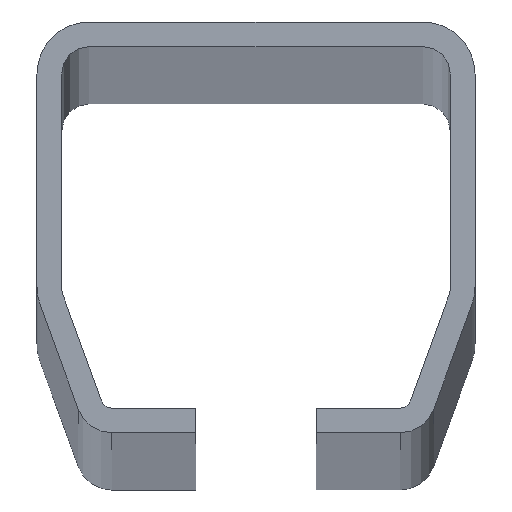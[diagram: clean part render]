
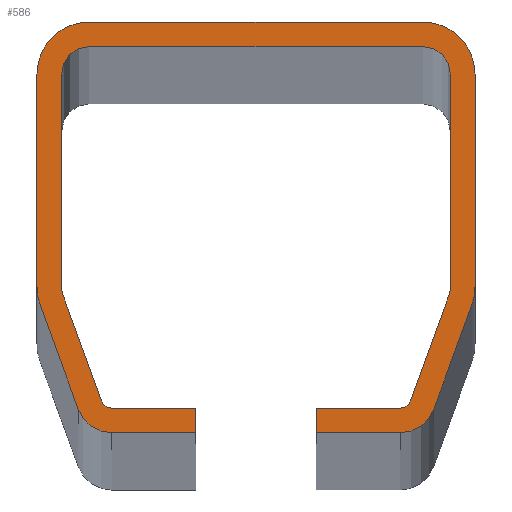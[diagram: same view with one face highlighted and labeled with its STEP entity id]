
A CAD part, top view. The second image highlights one B-rep face of the part: STEP entity #586.
In plain terms, the highlighted planar face has unit normal (0, 0, 1).
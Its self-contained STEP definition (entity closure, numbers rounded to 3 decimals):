
#56=FACE_OUTER_BOUND('',#86,.T.);
#86=EDGE_LOOP('',(#400,#401,#402,#403,#404,#405,#406,#407,#408,#409,#410,
#411,#412,#413,#414,#415,#416,#417,#418,#419,#420,#421,#422,#423,#424,#425,
#426,#427));
#116=LINE('',#866,#176);
#117=LINE('',#870,#177);
#118=LINE('',#874,#178);
#119=LINE('',#878,#179);
#120=LINE('',#880,#180);
#121=LINE('',#882,#181);
#122=LINE('',#886,#182);
#123=LINE('',#890,#183);
#124=LINE('',#894,#184);
#125=LINE('',#898,#185);
#126=LINE('',#902,#186);
#127=LINE('',#906,#187);
#128=LINE('',#908,#188);
#129=LINE('',#910,#189);
#130=LINE('',#914,#190);
#131=LINE('',#917,#191);
#176=VECTOR('',#696,10.);
#177=VECTOR('',#699,10.);
#178=VECTOR('',#702,10.);
#179=VECTOR('',#705,10.);
#180=VECTOR('',#706,10.);
#181=VECTOR('',#707,10.);
#182=VECTOR('',#710,10.);
#183=VECTOR('',#713,10.);
#184=VECTOR('',#716,10.);
#185=VECTOR('',#719,10.);
#186=VECTOR('',#722,10.);
#187=VECTOR('',#725,10.);
#188=VECTOR('',#726,10.);
#189=VECTOR('',#727,10.);
#190=VECTOR('',#730,10.);
#191=VECTOR('',#733,10.);
#236=CIRCLE('',#637,9.5);
#237=CIRCLE('',#638,9.5);
#238=CIRCLE('',#639,9.5);
#239=CIRCLE('',#640,6.5);
#240=CIRCLE('',#641,2.);
#241=CIRCLE('',#642,5.);
#242=CIRCLE('',#643,5.);
#243=CIRCLE('',#644,5.);
#244=CIRCLE('',#645,5.);
#245=CIRCLE('',#646,2.);
#246=CIRCLE('',#647,6.5);
#247=CIRCLE('',#648,9.5);
#260=VERTEX_POINT('',#862);
#261=VERTEX_POINT('',#863);
#262=VERTEX_POINT('',#865);
#263=VERTEX_POINT('',#867);
#264=VERTEX_POINT('',#869);
#265=VERTEX_POINT('',#871);
#266=VERTEX_POINT('',#873);
#267=VERTEX_POINT('',#875);
#268=VERTEX_POINT('',#877);
#269=VERTEX_POINT('',#879);
#270=VERTEX_POINT('',#881);
#271=VERTEX_POINT('',#883);
#272=VERTEX_POINT('',#885);
#273=VERTEX_POINT('',#887);
#274=VERTEX_POINT('',#889);
#275=VERTEX_POINT('',#891);
#276=VERTEX_POINT('',#893);
#277=VERTEX_POINT('',#895);
#278=VERTEX_POINT('',#897);
#279=VERTEX_POINT('',#899);
#280=VERTEX_POINT('',#901);
#281=VERTEX_POINT('',#903);
#282=VERTEX_POINT('',#905);
#283=VERTEX_POINT('',#907);
#284=VERTEX_POINT('',#909);
#285=VERTEX_POINT('',#911);
#286=VERTEX_POINT('',#913);
#287=VERTEX_POINT('',#915);
#316=EDGE_CURVE('',#260,#261,#236,.T.);
#317=EDGE_CURVE('',#261,#262,#116,.T.);
#318=EDGE_CURVE('',#262,#263,#237,.T.);
#319=EDGE_CURVE('',#263,#264,#117,.T.);
#320=EDGE_CURVE('',#264,#265,#238,.T.);
#321=EDGE_CURVE('',#265,#266,#118,.T.);
#322=EDGE_CURVE('',#266,#267,#239,.T.);
#323=EDGE_CURVE('',#267,#268,#119,.T.);
#324=EDGE_CURVE('',#268,#269,#120,.T.);
#325=EDGE_CURVE('',#269,#270,#121,.T.);
#326=EDGE_CURVE('',#270,#271,#240,.T.);
#327=EDGE_CURVE('',#271,#272,#122,.T.);
#328=EDGE_CURVE('',#272,#273,#241,.T.);
#329=EDGE_CURVE('',#273,#274,#123,.T.);
#330=EDGE_CURVE('',#274,#275,#242,.T.);
#331=EDGE_CURVE('',#275,#276,#124,.T.);
#332=EDGE_CURVE('',#276,#277,#243,.T.);
#333=EDGE_CURVE('',#277,#278,#125,.T.);
#334=EDGE_CURVE('',#278,#279,#244,.T.);
#335=EDGE_CURVE('',#279,#280,#126,.T.);
#336=EDGE_CURVE('',#280,#281,#245,.T.);
#337=EDGE_CURVE('',#281,#282,#127,.T.);
#338=EDGE_CURVE('',#282,#283,#128,.T.);
#339=EDGE_CURVE('',#283,#284,#129,.T.);
#340=EDGE_CURVE('',#284,#285,#246,.T.);
#341=EDGE_CURVE('',#285,#286,#130,.T.);
#342=EDGE_CURVE('',#286,#287,#247,.T.);
#343=EDGE_CURVE('',#287,#260,#131,.T.);
#400=ORIENTED_EDGE('',*,*,#316,.T.);
#401=ORIENTED_EDGE('',*,*,#317,.T.);
#402=ORIENTED_EDGE('',*,*,#318,.T.);
#403=ORIENTED_EDGE('',*,*,#319,.T.);
#404=ORIENTED_EDGE('',*,*,#320,.T.);
#405=ORIENTED_EDGE('',*,*,#321,.T.);
#406=ORIENTED_EDGE('',*,*,#322,.T.);
#407=ORIENTED_EDGE('',*,*,#323,.T.);
#408=ORIENTED_EDGE('',*,*,#324,.T.);
#409=ORIENTED_EDGE('',*,*,#325,.T.);
#410=ORIENTED_EDGE('',*,*,#326,.T.);
#411=ORIENTED_EDGE('',*,*,#327,.T.);
#412=ORIENTED_EDGE('',*,*,#328,.T.);
#413=ORIENTED_EDGE('',*,*,#329,.T.);
#414=ORIENTED_EDGE('',*,*,#330,.T.);
#415=ORIENTED_EDGE('',*,*,#331,.T.);
#416=ORIENTED_EDGE('',*,*,#332,.T.);
#417=ORIENTED_EDGE('',*,*,#333,.T.);
#418=ORIENTED_EDGE('',*,*,#334,.T.);
#419=ORIENTED_EDGE('',*,*,#335,.T.);
#420=ORIENTED_EDGE('',*,*,#336,.T.);
#421=ORIENTED_EDGE('',*,*,#337,.T.);
#422=ORIENTED_EDGE('',*,*,#338,.T.);
#423=ORIENTED_EDGE('',*,*,#339,.T.);
#424=ORIENTED_EDGE('',*,*,#340,.T.);
#425=ORIENTED_EDGE('',*,*,#341,.T.);
#426=ORIENTED_EDGE('',*,*,#342,.T.);
#427=ORIENTED_EDGE('',*,*,#343,.T.);
#568=PLANE('',#636);
#586=ADVANCED_FACE('',(#56),#568,.T.);
#636=AXIS2_PLACEMENT_3D('',#861,#692,#693);
#637=AXIS2_PLACEMENT_3D('',#864,#694,#695);
#638=AXIS2_PLACEMENT_3D('',#868,#697,#698);
#639=AXIS2_PLACEMENT_3D('',#872,#700,#701);
#640=AXIS2_PLACEMENT_3D('',#876,#703,#704);
#641=AXIS2_PLACEMENT_3D('',#884,#708,#709);
#642=AXIS2_PLACEMENT_3D('',#888,#711,#712);
#643=AXIS2_PLACEMENT_3D('',#892,#714,#715);
#644=AXIS2_PLACEMENT_3D('',#896,#717,#718);
#645=AXIS2_PLACEMENT_3D('',#900,#720,#721);
#646=AXIS2_PLACEMENT_3D('',#904,#723,#724);
#647=AXIS2_PLACEMENT_3D('',#912,#728,#729);
#648=AXIS2_PLACEMENT_3D('',#916,#731,#732);
#692=DIRECTION('center_axis',(0.,0.,1.));
#693=DIRECTION('ref_axis',(1.,0.,0.));
#694=DIRECTION('center_axis',(0.,0.,1.));
#695=DIRECTION('ref_axis',(1.,0.,0.));
#696=DIRECTION('',(-1.,0.,0.));
#697=DIRECTION('center_axis',(0.,0.,1.));
#698=DIRECTION('ref_axis',(0.,1.,0.));
#699=DIRECTION('',(0.,-1.,0.));
#700=DIRECTION('center_axis',(0.,0.,1.));
#701=DIRECTION('ref_axis',(-1.,0.,0.));
#702=DIRECTION('',(0.342,-0.94,0.));
#703=DIRECTION('center_axis',(0.,0.,1.));
#704=DIRECTION('ref_axis',(-0.94,-0.342,0.));
#705=DIRECTION('',(1.,0.,0.));
#706=DIRECTION('',(0.,1.,0.));
#707=DIRECTION('',(-1.,0.,0.));
#708=DIRECTION('center_axis',(0.,0.,-1.));
#709=DIRECTION('ref_axis',(0.94,0.342,0.));
#710=DIRECTION('',(-0.342,0.94,0.));
#711=DIRECTION('center_axis',(0.,0.,-1.));
#712=DIRECTION('ref_axis',(1.,0.,0.));
#713=DIRECTION('',(0.,1.,0.));
#714=DIRECTION('center_axis',(0.,0.,-1.));
#715=DIRECTION('ref_axis',(0.,-1.,0.));
#716=DIRECTION('',(1.,0.,0.));
#717=DIRECTION('center_axis',(0.,0.,-1.));
#718=DIRECTION('ref_axis',(-1.,0.,0.));
#719=DIRECTION('',(0.,-1.,0.));
#720=DIRECTION('center_axis',(0.,0.,-1.));
#721=DIRECTION('ref_axis',(-0.94,0.342,0.));
#722=DIRECTION('',(-0.342,-0.94,0.));
#723=DIRECTION('center_axis',(0.,0.,-1.));
#724=DIRECTION('ref_axis',(0.,1.,0.));
#725=DIRECTION('',(-1.,0.,0.));
#726=DIRECTION('',(0.,-1.,0.));
#727=DIRECTION('',(1.,0.,0.));
#728=DIRECTION('center_axis',(0.,0.,1.));
#729=DIRECTION('ref_axis',(0.,-1.,0.));
#730=DIRECTION('',(0.342,0.94,0.));
#731=DIRECTION('center_axis',(0.,0.,1.));
#732=DIRECTION('ref_axis',(0.94,-0.342,0.));
#733=DIRECTION('',(0.,1.,0.));
#861=CARTESIAN_POINT('Origin',(0.,41.151,6000.));
#862=CARTESIAN_POINT('',(40.,65.5,6000.));
#863=CARTESIAN_POINT('',(30.5,75.,6000.));
#864=CARTESIAN_POINT('Origin',(30.5,65.5,6000.));
#865=CARTESIAN_POINT('',(-30.5,75.,6000.));
#866=CARTESIAN_POINT('',(30.5,75.,6000.));
#867=CARTESIAN_POINT('',(-40.,65.5,6000.));
#868=CARTESIAN_POINT('Origin',(-30.5,65.5,6000.));
#869=CARTESIAN_POINT('',(-40.,26.675,6000.));
#870=CARTESIAN_POINT('',(-40.,65.5,6000.));
#871=CARTESIAN_POINT('',(-39.427,23.426,6000.));
#872=CARTESIAN_POINT('Origin',(-30.5,26.675,6000.));
#873=CARTESIAN_POINT('',(-32.457,4.277,6000.));
#874=CARTESIAN_POINT('',(-39.427,23.426,6000.));
#875=CARTESIAN_POINT('',(-26.349,0.,6000.));
#876=CARTESIAN_POINT('Origin',(-26.349,6.5,6000.));
#877=CARTESIAN_POINT('',(-11.,0.,6000.));
#878=CARTESIAN_POINT('',(-26.349,0.,6000.));
#879=CARTESIAN_POINT('',(-11.,4.5,6000.));
#880=CARTESIAN_POINT('',(-11.,0.,6000.));
#881=CARTESIAN_POINT('',(-26.349,4.5,6000.));
#882=CARTESIAN_POINT('',(-11.,4.5,6000.));
#883=CARTESIAN_POINT('',(-28.229,5.816,6000.));
#884=CARTESIAN_POINT('Origin',(-26.349,6.5,6000.));
#885=CARTESIAN_POINT('',(-35.198,24.965,6000.));
#886=CARTESIAN_POINT('',(-28.229,5.816,6000.));
#887=CARTESIAN_POINT('',(-35.5,26.675,6000.));
#888=CARTESIAN_POINT('Origin',(-30.5,26.675,6000.));
#889=CARTESIAN_POINT('',(-35.5,65.5,6000.));
#890=CARTESIAN_POINT('',(-35.5,26.675,6000.));
#891=CARTESIAN_POINT('',(-30.5,70.5,6000.));
#892=CARTESIAN_POINT('Origin',(-30.5,65.5,6000.));
#893=CARTESIAN_POINT('',(30.5,70.5,6000.));
#894=CARTESIAN_POINT('',(-30.5,70.5,6000.));
#895=CARTESIAN_POINT('',(35.5,65.5,6000.));
#896=CARTESIAN_POINT('Origin',(30.5,65.5,6000.));
#897=CARTESIAN_POINT('',(35.5,26.675,6000.));
#898=CARTESIAN_POINT('',(35.5,65.5,6000.));
#899=CARTESIAN_POINT('',(35.198,24.965,6000.));
#900=CARTESIAN_POINT('Origin',(30.5,26.675,6000.));
#901=CARTESIAN_POINT('',(28.229,5.816,6000.));
#902=CARTESIAN_POINT('',(35.198,24.965,6000.));
#903=CARTESIAN_POINT('',(26.349,4.5,6000.));
#904=CARTESIAN_POINT('Origin',(26.349,6.5,6000.));
#905=CARTESIAN_POINT('',(11.,4.5,6000.));
#906=CARTESIAN_POINT('',(26.349,4.5,6000.));
#907=CARTESIAN_POINT('',(11.,0.,6000.));
#908=CARTESIAN_POINT('',(11.,4.5,6000.));
#909=CARTESIAN_POINT('',(26.349,0.,6000.));
#910=CARTESIAN_POINT('',(11.,0.,6000.));
#911=CARTESIAN_POINT('',(32.457,4.277,6000.));
#912=CARTESIAN_POINT('Origin',(26.349,6.5,6000.));
#913=CARTESIAN_POINT('',(39.427,23.426,6000.));
#914=CARTESIAN_POINT('',(32.457,4.277,6000.));
#915=CARTESIAN_POINT('',(40.,26.675,6000.));
#916=CARTESIAN_POINT('Origin',(30.5,26.675,6000.));
#917=CARTESIAN_POINT('',(40.,26.675,6000.));
